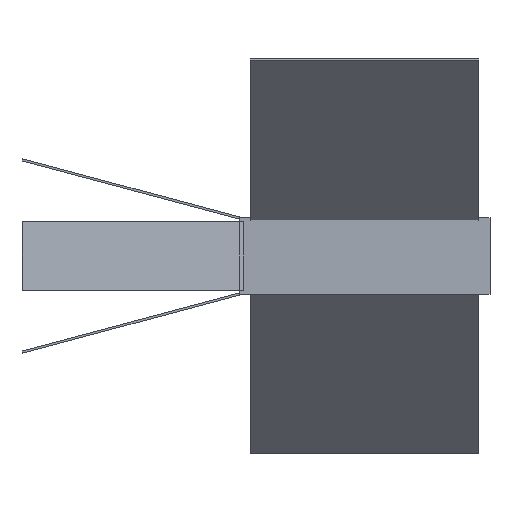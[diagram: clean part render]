
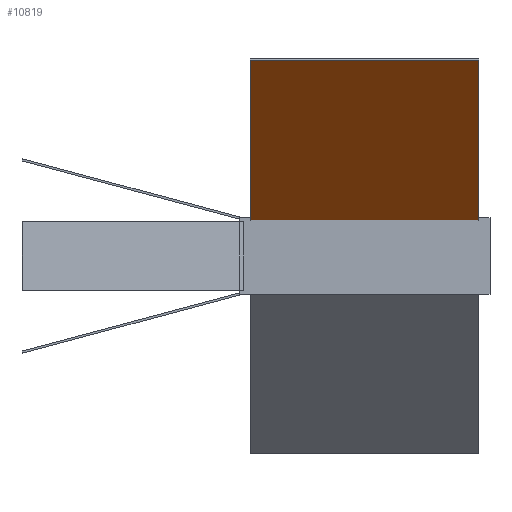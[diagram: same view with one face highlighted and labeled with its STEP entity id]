
A CAD part, front view. The second image highlights one B-rep face of the part: STEP entity #10819.
In plain terms, the highlighted planar face has unit normal (0, -0.707, -0.707).
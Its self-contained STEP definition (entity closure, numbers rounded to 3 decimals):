
#10693=CARTESIAN_POINT('Vertex',(-15.,-47.525,45.404)) ;
#10698=CARTESIAN_POINT('Line Origine',(-165.,-47.525,45.404)) ;
#10702=CARTESIAN_POINT('Vertex',(-315.,-47.525,45.404)) ;
#10729=CARTESIAN_POINT('Line Origine',(-315.,-153.591,151.47)) ;
#10733=CARTESIAN_POINT('Vertex',(-315.,-259.657,257.536)) ;
#10760=CARTESIAN_POINT('Line Origine',(-165.,-259.657,257.536)) ;
#10764=CARTESIAN_POINT('Vertex',(-15.,-259.657,257.536)) ;
#10791=CARTESIAN_POINT('Line Origine',(-15.,-153.591,151.47)) ;
#10808=CARTESIAN_POINT('Axis2P3D Location',(0.,-1.061,-1.061)) ;
#10699=DIRECTION('Vector Direction',(-1.,0.,0.)) ;
#10730=DIRECTION('Vector Direction',(0.,-0.707,0.707)) ;
#10761=DIRECTION('Vector Direction',(1.,0.,0.)) ;
#10792=DIRECTION('Vector Direction',(0.,0.707,-0.707)) ;
#10809=DIRECTION('Axis2P3D Direction',(0.,0.707,0.707)) ;
#10810=DIRECTION('Axis2P3D XDirection',(-1.,0.,0.)) ;
#10811=AXIS2_PLACEMENT_3D('Plane Axis2P3D',#10808,#10809,#10810) ;
#10814=ORIENTED_EDGE('',*,*,#10795,.F.) ;
#10815=ORIENTED_EDGE('',*,*,#10766,.F.) ;
#10816=ORIENTED_EDGE('',*,*,#10735,.F.) ;
#10817=ORIENTED_EDGE('',*,*,#10704,.F.) ;
#10700=VECTOR('Line Direction',#10699,1.) ;
#10731=VECTOR('Line Direction',#10730,1.) ;
#10762=VECTOR('Line Direction',#10761,1.) ;
#10793=VECTOR('Line Direction',#10792,1.) ;
#10819=ADVANCED_FACE('SA_side_3',(#10818),#10812,.F.) ;
#10704=EDGE_CURVE('',#10694,#10703,#10701,.T.) ;
#10735=EDGE_CURVE('',#10703,#10734,#10732,.T.) ;
#10766=EDGE_CURVE('',#10734,#10765,#10763,.T.) ;
#10795=EDGE_CURVE('',#10765,#10694,#10794,.T.) ;
#10813=EDGE_LOOP('',(#10814,#10815,#10816,#10817)) ;
#10818=FACE_OUTER_BOUND('',#10813,.T.) ;
#10701=LINE('Line',#10698,#10700) ;
#10732=LINE('Line',#10729,#10731) ;
#10763=LINE('Line',#10760,#10762) ;
#10794=LINE('Line',#10791,#10793) ;
#10812=PLANE('',#10811) ;
#10694=VERTEX_POINT('',#10693) ;
#10703=VERTEX_POINT('',#10702) ;
#10734=VERTEX_POINT('',#10733) ;
#10765=VERTEX_POINT('',#10764) ;
